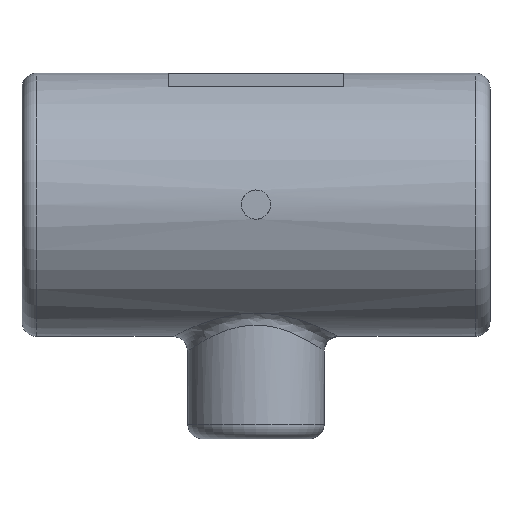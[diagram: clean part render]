
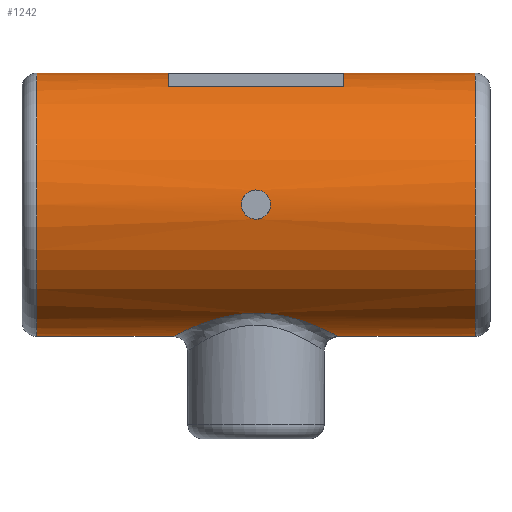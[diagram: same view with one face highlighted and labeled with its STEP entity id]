
A CAD part, top view. The second image highlights one B-rep face of the part: STEP entity #1242.
In plain terms, the highlighted cylindrical face has radius 13.5 mm (diameter 27 mm), a full revolution.
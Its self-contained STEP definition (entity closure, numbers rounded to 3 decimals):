
#27=CYLINDRICAL_SURFACE('',#1305,13.5);
#193=B_SPLINE_CURVE_WITH_KNOTS('',3,(#11709,#11710,#11711,#11712,#11713,
#11714,#11715,#11716,#11717,#11718,#11719),.UNSPECIFIED.,.F.,.F.,(4,1,1,
1,1,1,1,1,4),(0.,0.125,0.25,0.375,0.5,0.625,0.75,0.875,1.),
 .UNSPECIFIED.);
#202=B_SPLINE_CURVE_WITH_KNOTS('',3,(#17658,#17659,#17660,#17661,#17662,
#17663,#17664,#17665,#17666,#17667,#17668),.UNSPECIFIED.,.T.,.F.,(1,1,1,
1,1,1,1,1,1,1,1,1,1,1,1),(-0.004,-0.002,-0.001,
0.,0.001,0.002,0.004,0.005,
0.006,0.007,0.008,0.009,
0.011,0.012,0.013),.UNSPECIFIED.);
#203=B_SPLINE_CURVE_WITH_KNOTS('',3,(#17670,#17671,#17672,#17673,#17674,
#17675,#17676,#17677,#17678,#17679,#17680,#17681),.UNSPECIFIED.,.F.,.F.,
(4,1,1,1,1,1,1,1,1,4),(0.,0.125,0.25,0.375,0.5,0.625,0.75,0.813,0.875,
1.),.UNSPECIFIED.);
#211=CIRCLE('',#1274,13.5);
#212=CIRCLE('',#1277,13.5);
#213=CIRCLE('',#1280,13.5);
#214=CIRCLE('',#1282,13.5);
#227=CIRCLE('',#1306,13.5);
#228=CIRCLE('',#1307,13.5);
#240=LINE('',#11611,#260);
#244=LINE('',#11621,#264);
#260=VECTOR('',#1352,1000.);
#264=VECTOR('',#1362,1000.);
#516=ORIENTED_EDGE('',*,*,#889,.T.);
#517=ORIENTED_EDGE('',*,*,#890,.T.);
#518=ORIENTED_EDGE('',*,*,#891,.T.);
#519=ORIENTED_EDGE('',*,*,#806,.F.);
#520=ORIENTED_EDGE('',*,*,#794,.F.);
#521=ORIENTED_EDGE('',*,*,#797,.F.);
#522=ORIENTED_EDGE('',*,*,#800,.F.);
#523=ORIENTED_EDGE('',*,*,#807,.F.);
#524=ORIENTED_EDGE('',*,*,#802,.F.);
#525=ORIENTED_EDGE('',*,*,#811,.T.);
#526=ORIENTED_EDGE('',*,*,#892,.T.);
#794=EDGE_CURVE('',#996,#998,#211,.T.);
#797=EDGE_CURVE('',#999,#996,#240,.T.);
#800=EDGE_CURVE('',#1001,#999,#212,.T.);
#802=EDGE_CURVE('',#1002,#1004,#244,.T.);
#806=EDGE_CURVE('',#998,#1002,#213,.T.);
#807=EDGE_CURVE('',#1004,#1001,#214,.T.);
#811=EDGE_CURVE('',#1009,#1007,#193,.T.);
#889=EDGE_CURVE('',#1078,#1078,#227,.T.);
#890=EDGE_CURVE('',#1079,#1079,#228,.T.);
#891=EDGE_CURVE('',#1080,#1080,#202,.T.);
#892=EDGE_CURVE('',#1007,#1009,#203,.T.);
#996=VERTEX_POINT('',#11602);
#998=VERTEX_POINT('',#11605);
#999=VERTEX_POINT('',#11609);
#1001=VERTEX_POINT('',#11615);
#1002=VERTEX_POINT('',#11619);
#1004=VERTEX_POINT('',#11622);
#1007=VERTEX_POINT('',#11707);
#1009=VERTEX_POINT('',#11720);
#1078=VERTEX_POINT('',#17655);
#1079=VERTEX_POINT('',#17657);
#1080=VERTEX_POINT('',#17669);
#1120=EDGE_LOOP('',(#516));
#1121=EDGE_LOOP('',(#517));
#1122=EDGE_LOOP('',(#518));
#1123=EDGE_LOOP('',(#519,#520,#521,#522,#523,#524));
#1124=EDGE_LOOP('',(#525,#526));
#1176=FACE_BOUND('',#1120,.T.);
#1177=FACE_BOUND('',#1121,.T.);
#1178=FACE_BOUND('',#1122,.T.);
#1179=FACE_BOUND('',#1123,.T.);
#1180=FACE_BOUND('',#1124,.T.);
#1242=ADVANCED_FACE('',(#1176,#1177,#1178,#1179,#1180),#27,.T.);
#1274=AXIS2_PLACEMENT_3D('',#11604,#1346,#1347);
#1277=AXIS2_PLACEMENT_3D('',#11616,#1357,#1358);
#1280=AXIS2_PLACEMENT_3D('',#11628,#1368,#1369);
#1282=AXIS2_PLACEMENT_3D('',#11630,#1372,#1373);
#1305=AXIS2_PLACEMENT_3D('',#17653,#1420,#1421);
#1306=AXIS2_PLACEMENT_3D('',#17654,#1422,#1423);
#1307=AXIS2_PLACEMENT_3D('',#17656,#1424,#1425);
#1346=DIRECTION('',(-1.,0.,0.));
#1347=DIRECTION('',(0.,0.,-1.));
#1352=DIRECTION('',(1.,0.,0.));
#1357=DIRECTION('',(1.,0.,0.));
#1358=DIRECTION('',(0.,0.,1.));
#1362=DIRECTION('',(-1.,0.,0.));
#1368=DIRECTION('',(-1.,0.,0.));
#1369=DIRECTION('',(0.,0.,-1.));
#1372=DIRECTION('',(1.,0.,0.));
#1373=DIRECTION('',(0.,0.,1.));
#1420=DIRECTION('',(-1.,0.,0.));
#1421=DIRECTION('',(0.,0.,1.));
#1422=DIRECTION('',(1.,0.,0.));
#1423=DIRECTION('',(0.,0.,-1.));
#1424=DIRECTION('',(-1.,0.,0.));
#1425=DIRECTION('',(0.,0.,1.));
#11602=CARTESIAN_POINT('',(9.,12.093,6.));
#11604=CARTESIAN_POINT('',(9.,0.,0.));
#11605=CARTESIAN_POINT('',(9.,13.5,0.));
#11609=CARTESIAN_POINT('',(-9.,12.093,6.));
#11611=CARTESIAN_POINT('',(-24.,12.093,6.));
#11615=CARTESIAN_POINT('',(-9.,13.5,0.));
#11616=CARTESIAN_POINT('',(-9.,0.,0.));
#11619=CARTESIAN_POINT('',(9.,12.093,-6.));
#11621=CARTESIAN_POINT('',(-24.,12.093,-6.));
#11622=CARTESIAN_POINT('',(-9.,12.093,-6.));
#11628=CARTESIAN_POINT('',(9.,0.,0.));
#11630=CARTESIAN_POINT('',(-9.,0.,0.));
#11707=CARTESIAN_POINT('',(8.437,-13.468,0.93));
#11709=CARTESIAN_POINT('',(-8.437,-13.468,-0.928));
#11710=CARTESIAN_POINT('',(-8.584,-13.543,0.154));
#11711=CARTESIAN_POINT('',(-8.341,-13.413,2.376));
#11712=CARTESIAN_POINT('',(-6.63,-12.585,5.087));
#11713=CARTESIAN_POINT('',(-4.082,-11.628,6.917));
#11714=CARTESIAN_POINT('',(-0.949,-11.023,7.791));
#11715=CARTESIAN_POINT('',(2.341,-11.204,7.547));
#11716=CARTESIAN_POINT('',(5.256,-12.025,6.241));
#11717=CARTESIAN_POINT('',(7.488,-12.984,4.038));
#11718=CARTESIAN_POINT('',(8.293,-13.395,1.99));
#11719=CARTESIAN_POINT('',(8.437,-13.468,0.93));
#11720=CARTESIAN_POINT('',(-8.437,-13.468,-0.928));
#17653=CARTESIAN_POINT('',(-24.,0.,0.));
#17654=CARTESIAN_POINT('',(-22.5,0.,0.));
#17655=CARTESIAN_POINT('',(-22.5,0.,-13.5));
#17656=CARTESIAN_POINT('',(22.5,0.,0.));
#17657=CARTESIAN_POINT('',(22.5,0.,13.5));
#17658=CARTESIAN_POINT('',(1.175,1.177,13.458));
#17659=CARTESIAN_POINT('',(1.663,0.,13.521));
#17660=CARTESIAN_POINT('',(1.175,-1.175,13.458));
#17661=CARTESIAN_POINT('',(0.002,-1.662,13.395));
#17662=CARTESIAN_POINT('',(-1.175,-1.177,13.458));
#17663=CARTESIAN_POINT('',(-1.663,0.,13.521));
#17664=CARTESIAN_POINT('',(-1.175,1.175,13.458));
#17665=CARTESIAN_POINT('',(-0.002,1.662,13.395));
#17666=CARTESIAN_POINT('',(1.175,1.177,13.458));
#17667=CARTESIAN_POINT('',(1.663,0.,13.521));
#17668=CARTESIAN_POINT('',(1.175,-1.175,13.458));
#17669=CARTESIAN_POINT('',(1.5,0.,13.5));
#17670=CARTESIAN_POINT('',(8.437,-13.468,0.93));
#17671=CARTESIAN_POINT('',(8.583,-13.542,-0.143));
#17672=CARTESIAN_POINT('',(8.348,-13.417,-2.355));
#17673=CARTESIAN_POINT('',(6.641,-12.59,-5.076));
#17674=CARTESIAN_POINT('',(4.095,-11.632,-6.91));
#17675=CARTESIAN_POINT('',(0.962,-11.024,-7.791));
#17676=CARTESIAN_POINT('',(-2.334,-11.203,-7.548));
#17677=CARTESIAN_POINT('',(-4.763,-11.885,-6.467));
#17678=CARTESIAN_POINT('',(-6.372,-12.504,-5.134));
#17679=CARTESIAN_POINT('',(-7.684,-13.084,-3.536));
#17680=CARTESIAN_POINT('',(-8.293,-13.395,-1.99));
#17681=CARTESIAN_POINT('',(-8.437,-13.468,-0.928));
